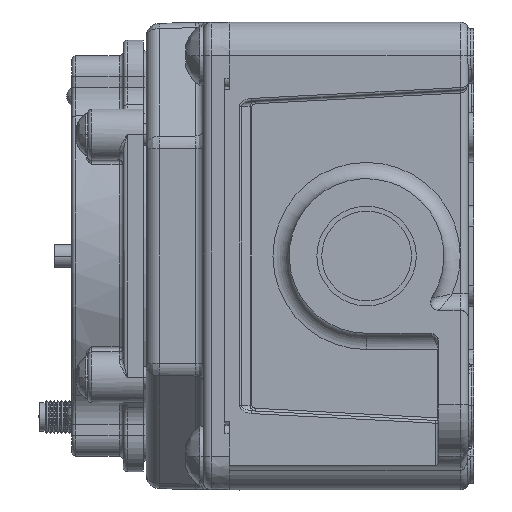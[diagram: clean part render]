
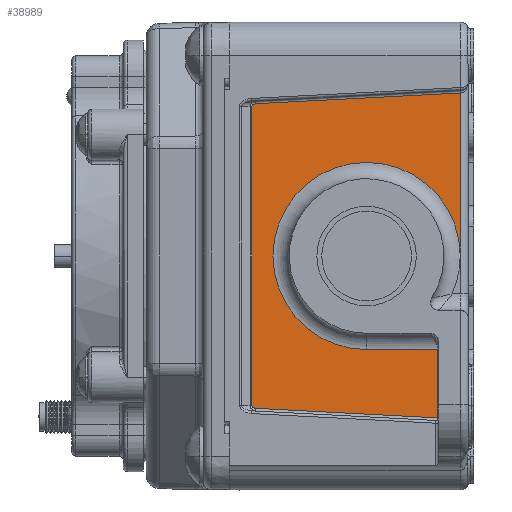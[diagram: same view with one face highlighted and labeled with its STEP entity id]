
A CAD part, left-side view. The second image highlights one B-rep face of the part: STEP entity #38989.
In plain terms, the highlighted planar face has unit normal (-1, 0, 0).
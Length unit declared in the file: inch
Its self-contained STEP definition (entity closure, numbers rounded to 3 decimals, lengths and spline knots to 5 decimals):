
#2838=CARTESIAN_POINT('',(-2.45,0.06,1.20183));
#13945=DIRECTION('',(0.,-0.999,0.052));
#13946=VECTOR('',#13945,1.50725);
#13947=CARTESIAN_POINT('',(-2.45,1.56519,1.12294));
#13948=LINE('',#13947,#13946);
#13949=DIRECTION('',(0.,0.,1.));
#13950=VECTOR('',#13949,1.20183);
#13951=CARTESIAN_POINT('',(-2.45,0.06,0.));
#13952=LINE('',#13951,#13950);
#13953=CARTESIAN_POINT('',(-2.45,0.75,0.));
#13954=DIRECTION('',(-1.,0.,0.));
#13955=DIRECTION('',(0.,-1.,0.));
#13956=AXIS2_PLACEMENT_3D('',#13953,#13954,#13955);
#13958=DIRECTION('',(0.,-1.,0.));
#13959=VECTOR('',#13958,0.525);
#13960=CARTESIAN_POINT('',(-2.45,0.75,-0.69));
#13961=LINE('',#13960,#13959);
#13962=CARTESIAN_POINT('',(-2.45,0.225,-1.19239));
#13963=CARTESIAN_POINT('',(-2.45,0.225,-1.17873));
#13964=CARTESIAN_POINT('',(-2.45,0.225,-1.15232));
#13965=CARTESIAN_POINT('',(-2.45,0.225,-1.11562));
#13966=CARTESIAN_POINT('',(-2.45,0.225,-1.08155));
#13967=CARTESIAN_POINT('',(-2.45,0.225,-1.04993));
#13968=CARTESIAN_POINT('',(-2.45,0.225,-1.02058));
#13969=CARTESIAN_POINT('',(-2.45,0.225,-0.99334));
#13970=CARTESIAN_POINT('',(-2.45,0.225,-0.96806));
#13971=CARTESIAN_POINT('',(-2.45,0.225,-0.9446));
#13972=CARTESIAN_POINT('',(-2.45,0.225,-0.92283));
#13973=CARTESIAN_POINT('',(-2.45,0.225,-0.90262));
#13974=CARTESIAN_POINT('',(-2.45,0.225,-0.88388));
#13975=CARTESIAN_POINT('',(-2.45,0.225,-0.86649));
#13976=CARTESIAN_POINT('',(-2.45,0.225,-0.85035));
#13977=CARTESIAN_POINT('',(-2.45,0.225,-0.83539));
#13978=CARTESIAN_POINT('',(-2.45,0.225,-0.82151));
#13979=CARTESIAN_POINT('',(-2.45,0.225,-0.80863));
#13980=CARTESIAN_POINT('',(-2.45,0.225,-0.79669));
#13981=CARTESIAN_POINT('',(-2.45,0.225,-0.78562));
#13982=CARTESIAN_POINT('',(-2.45,0.225,-0.77536));
#13983=CARTESIAN_POINT('',(-2.45,0.225,-0.76585));
#13984=CARTESIAN_POINT('',(-2.45,0.225,-0.75704));
#13985=CARTESIAN_POINT('',(-2.45,0.225,-0.74883));
#13986=CARTESIAN_POINT('',(-2.45,0.22499,-0.74121));
#13987=CARTESIAN_POINT('',(-2.45,0.22499,-0.73419));
#13988=CARTESIAN_POINT('',(-2.45,0.22501,
-0.7278));
#13989=CARTESIAN_POINT('',(-2.45,0.22503,
-0.72198));
#13990=CARTESIAN_POINT('',(-2.45,0.22503,
-0.71652));
#13991=CARTESIAN_POINT('',(-2.45,0.22502,
-0.71125));
#13992=CARTESIAN_POINT('',(-2.45,0.22496,
-0.70596));
#13993=CARTESIAN_POINT('',(-2.45,0.2249,
-0.70063));
#13994=CARTESIAN_POINT('',(-2.45,0.22488,
-0.6953));
#13995=CARTESIAN_POINT('',(-2.45,0.22495,
-0.69176));
#13996=CARTESIAN_POINT('',(-2.45,0.225,
-0.69));
#13998=CARTESIAN_POINT('',(-2.45,0.24,-1.19239));
#13999=DIRECTION('',(1.,0.,0.));
#14000=DIRECTION('',(0.,-1.,0.));
#14001=AXIS2_PLACEMENT_3D('',#13998,#13999,#14000);
#14003=DIRECTION('',(0.,0.999,0.052));
#14004=VECTOR('',#14003,1.34201);
#14005=CARTESIAN_POINT('',(-2.45,0.22502,
-1.19318));
#14006=LINE('',#14005,#14004);
#14007=CARTESIAN_POINT('',(-2.45,1.56519,-1.12294));
#14008=CARTESIAN_POINT('',(-2.45,1.56668,-1.12287));
#14009=CARTESIAN_POINT('',(-2.45,1.56959,-1.12258));
#14010=CARTESIAN_POINT('',(-2.45,1.57383,-1.12176));
#14011=CARTESIAN_POINT('',(-2.45,1.57776,-1.12062));
#14012=CARTESIAN_POINT('',(-2.45,1.58131,-1.1192));
#14013=CARTESIAN_POINT('',(-2.45,1.5844,-1.1176));
#14014=CARTESIAN_POINT('',(-2.45,1.58704,-1.11588));
#14015=CARTESIAN_POINT('',(-2.45,1.58923,-1.1141));
#14016=CARTESIAN_POINT('',(-2.45,1.59102,-1.1123));
#14017=CARTESIAN_POINT('',(-2.45,1.59244,-1.1105));
#14018=CARTESIAN_POINT('',(-2.45,1.59353,-1.10873));
#14019=CARTESIAN_POINT('',(-2.45,1.59433,-1.107));
#14020=CARTESIAN_POINT('',(-2.45,1.59488,-1.10529));
#14021=CARTESIAN_POINT('',(-2.45,1.59519,-1.10362));
#14022=CARTESIAN_POINT('',(-2.45,1.59526,-1.10255));
#14023=CARTESIAN_POINT('',(-2.45,1.59526,-1.10201));
#14025=DIRECTION('',(0.,0.,1.));
#14026=VECTOR('',#14025,2.20403);
#14027=CARTESIAN_POINT('',(-2.45,1.59526,-1.10201));
#14028=LINE('',#14027,#14026);
#14029=CARTESIAN_POINT('',(-2.45,1.59526,1.10201));
#14030=CARTESIAN_POINT('',(-2.45,1.59526,1.10255));
#14031=CARTESIAN_POINT('',(-2.45,1.59519,1.10362));
#14032=CARTESIAN_POINT('',(-2.45,1.59488,1.10529));
#14033=CARTESIAN_POINT('',(-2.45,1.59433,1.107));
#14034=CARTESIAN_POINT('',(-2.45,1.59353,1.10873));
#14035=CARTESIAN_POINT('',(-2.45,1.59244,1.1105));
#14036=CARTESIAN_POINT('',(-2.45,1.59102,1.1123));
#14037=CARTESIAN_POINT('',(-2.45,1.58924,1.1141));
#14038=CARTESIAN_POINT('',(-2.45,1.58705,1.11588));
#14039=CARTESIAN_POINT('',(-2.45,1.58441,1.1176));
#14040=CARTESIAN_POINT('',(-2.45,1.58131,1.1192));
#14041=CARTESIAN_POINT('',(-2.45,1.57776,1.12062));
#14042=CARTESIAN_POINT('',(-2.45,1.57383,1.12176));
#14043=CARTESIAN_POINT('',(-2.45,1.56959,1.12258));
#14044=CARTESIAN_POINT('',(-2.45,1.56668,1.12287));
#14045=CARTESIAN_POINT('',(-2.45,1.56519,1.12294));
#14388=CARTESIAN_POINT('',(-2.45,0.225,
-0.69));
#19679=CARTESIAN_POINT('',(-2.45,0.75,-0.69));
#19680=VERTEX_POINT('',#19679);
#19743=CARTESIAN_POINT('',(-2.45,0.06,0.));
#19744=VERTEX_POINT('',#19743);
#19914=VERTEX_POINT('',#14388);
#20369=VERTEX_POINT('',#2838);
#20371=CARTESIAN_POINT('',(-2.45,1.56519,1.12294));
#20372=VERTEX_POINT('',#20371);
#20375=VERTEX_POINT('',#14029);
#20377=CARTESIAN_POINT('',(-2.45,1.59526,-1.10201));
#20378=VERTEX_POINT('',#20377);
#20381=VERTEX_POINT('',#14007);
#20385=CARTESIAN_POINT('',(-2.45,0.22502,
-1.19318));
#20386=VERTEX_POINT('',#20385);
#20393=CARTESIAN_POINT('',(-2.45,0.225,-1.19239));
#20394=VERTEX_POINT('',#20393);
#38964=CARTESIAN_POINT('',(-2.45,0.,0.));
#38965=DIRECTION('',(-1.,0.,0.));
#38966=DIRECTION('',(0.,0.,1.));
#38967=AXIS2_PLACEMENT_3D('',#38964,#38965,#38966);
#38968=PLANE('',#38967);
#38969=ORIENTED_EDGE('',*,*,#38955,.T.);
#38970=ORIENTED_EDGE('',*,*,#25649,.F.);
#38972=ORIENTED_EDGE('',*,*,#38971,.T.);
#38974=ORIENTED_EDGE('',*,*,#38973,.T.);
#38976=ORIENTED_EDGE('',*,*,#38975,.F.);
#38978=ORIENTED_EDGE('',*,*,#38977,.T.);
#38980=ORIENTED_EDGE('',*,*,#38979,.T.);
#38982=ORIENTED_EDGE('',*,*,#38981,.T.);
#38984=ORIENTED_EDGE('',*,*,#38983,.T.);
#38986=ORIENTED_EDGE('',*,*,#38985,.T.);
#38987=EDGE_LOOP('',(#38969,#38970,#38972,#38974,#38976,#38978,#38980,#38982,
#38984,#38986));
#38988=FACE_OUTER_BOUND('',#38987,.F.);
#38989=ADVANCED_FACE('',(#38988),#38968,.T.);
#13957=CIRCLE('',#13956,0.69);
#13997=B_SPLINE_CURVE_WITH_KNOTS('',3,(#13962,#13963,#13964,#13965,#13966,
#13967,#13968,#13969,#13970,#13971,#13972,#13973,#13974,#13975,#13976,#13977,
#13978,#13979,#13980,#13981,#13982,#13983,#13984,#13985,#13986,#13987,#13988,
#13989,#13990,#13991,#13992,#13993,#13994,#13995,#13996),.UNSPECIFIED.,.F.,.F.,(
4,1,1,1,1,1,1,1,1,1,1,1,1,1,1,1,1,1,1,1,1,1,1,1,1,1,1,1,1,1,1,1,4),(0.,
0.03125,0.0625,0.09375,0.125,0.15625,0.1875,0.21875,0.25,0.28125,
0.3125,0.34375,0.375,0.40625,0.4375,0.46875,0.5,0.53125,
0.5625,0.59375,0.625,0.65625,0.6875,0.71875,0.75,0.78125,
0.8125,0.84375,0.875,0.90625,0.9375,0.96875,1.),.UNSPECIFIED.);
#14002=CIRCLE('',#14001,0.015);
#14024=B_SPLINE_CURVE_WITH_KNOTS('',3,(#14007,#14008,#14009,#14010,#14011,
#14012,#14013,#14014,#14015,#14016,#14017,#14018,#14019,#14020,#14021,#14022,
#14023),.UNSPECIFIED.,.F.,.F.,(4,1,1,1,1,1,1,1,1,1,1,1,1,1,4),(0.,
0.07143,0.14286,0.21429,0.28571,
0.35714,0.42857,0.5,0.57143,0.64286,
0.71429,0.78571,0.85714,0.92857,1.),
.UNSPECIFIED.);
#14046=B_SPLINE_CURVE_WITH_KNOTS('',3,(#14029,#14030,#14031,#14032,#14033,
#14034,#14035,#14036,#14037,#14038,#14039,#14040,#14041,#14042,#14043,#14044,
#14045),.UNSPECIFIED.,.F.,.F.,(4,1,1,1,1,1,1,1,1,1,1,1,1,1,4),(0.,
0.07143,0.14286,0.21429,0.28571,
0.35714,0.42857,0.5,0.57143,0.64286,
0.71429,0.78571,0.85714,0.92857,1.),
.UNSPECIFIED.);
#25649=EDGE_CURVE('',#19744,#20369,#13952,.T.);
#38955=EDGE_CURVE('',#20372,#20369,#13948,.T.);
#38971=EDGE_CURVE('',#19744,#19680,#13957,.T.);
#38973=EDGE_CURVE('',#19680,#19914,#13961,.T.);
#38975=EDGE_CURVE('',#20394,#19914,#13997,.T.);
#38977=EDGE_CURVE('',#20394,#20386,#14002,.T.);
#38979=EDGE_CURVE('',#20386,#20381,#14006,.T.);
#38981=EDGE_CURVE('',#20381,#20378,#14024,.T.);
#38983=EDGE_CURVE('',#20378,#20375,#14028,.T.);
#38985=EDGE_CURVE('',#20375,#20372,#14046,.T.);
